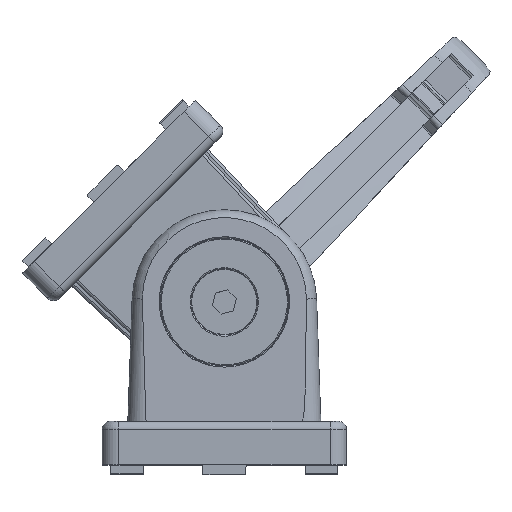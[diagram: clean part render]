
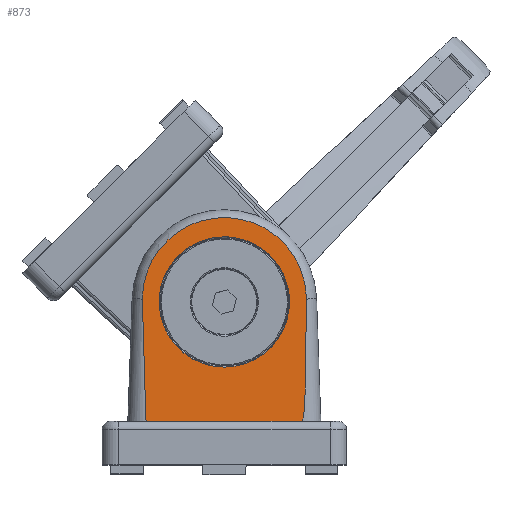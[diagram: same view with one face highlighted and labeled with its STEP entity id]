
A CAD part, top view. The second image highlights one B-rep face of the part: STEP entity #873.
In plain terms, the highlighted face is planar.
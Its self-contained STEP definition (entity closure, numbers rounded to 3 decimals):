
#873 = ADVANCED_FACE( '', ( #1844, #1845 ), #1846, .T. );
#1844 = FACE_BOUND( '', #3022, .T. );
#1845 = FACE_OUTER_BOUND( '', #3023, .T. );
#1846 = PLANE( '', #3024 );
#3022 = EDGE_LOOP( '', ( #4986 ) );
#3023 = EDGE_LOOP( '', ( #4987, #4988, #4989, #4990 ) );
#3024 = AXIS2_PLACEMENT_3D( '', #4991, #4992, #4993 );
#4986 = ORIENTED_EDGE( '', *, *, #7646, .F. );
#4987 = ORIENTED_EDGE( '', *, *, #7647, .F. );
#4988 = ORIENTED_EDGE( '', *, *, #7607, .F. );
#4989 = ORIENTED_EDGE( '', *, *, #7231, .T. );
#4990 = ORIENTED_EDGE( '', *, *, #7648, .F. );
#4991 = CARTESIAN_POINT( '', ( 19.302, 18., 22. ) );
#4992 = DIRECTION( '', ( 1., 0.017, 0. ) );
#4993 = DIRECTION( '', ( -0.017, 1., 0. ) );
#7231 = EDGE_CURVE( '', #8676, #8677, #8678, .T. );
#7607 = EDGE_CURVE( '', #8676, #9286, #9287, .F. );
#7646 = EDGE_CURVE( '', #9340, #9340, #9341, .T. );
#7647 = EDGE_CURVE( '', #9286, #9342, #9343, .T. );
#7648 = EDGE_CURVE( '', #9342, #8677, #9344, .F. );
#8676 = VERTEX_POINT( '', #10841 );
#8677 = VERTEX_POINT( '', #10842 );
#8678 = LINE( '', #10843, #10844 );
#9286 = VERTEX_POINT( '', #11840 );
#9287 = ELLIPSE( '', #11841, 200.668, 3.5 );
#9340 = VERTEX_POINT( '', #11946 );
#9341 = ELLIPSE( '', #11947, 12.002, 12. );
#9342 = VERTEX_POINT( '', #11948 );
#9343 = B_SPLINE_CURVE_WITH_KNOTS( '', 3, ( #11949, #11950, #11951, #11952, #11953, #11954, #11955, #11956, #11957, #11958, #11959, #11960, #11961, #11962, #11963, #11964, #11965, #11966, #11967, #11968, #11969, #11970, #11971, #11972, #11973, #11974, #11975, #11976, #11977, #11978, #11979, #11980, #11981, #11982, #11983, #11984, #11985, #11986, #11987, #11988, #11989, #11990, #11991, #11992, #11993, #11994, #11995 ), .UNSPECIFIED., .F., .F., ( 4, 2, 2, 2, 2, 2, 2, 2, 2, 1, 2, 2, 2, 2, 2, 2, 2, 2, 2, 2, 2, 2, 2, 4 ), ( 0., 0.003, 0.004, 0.006, 0.009, 0.01, 0.012, 0.015, 0.016, 0.018, 0.019, 0.021, 0.024, 0.025, 0.027, 0.029, 0.031, 0.032, 0.035, 0.038, 0.04, 0.041, 0.044, 0.047 ), .UNSPECIFIED. );
#9344 = ELLIPSE( '', #11996, 200.668, 3.5 );
#10841 = CARTESIAN_POINT( '', ( 20., -22., 14.276 ) );
#10842 = CARTESIAN_POINT( '', ( 20., -22., -14.276 ) );
#10843 = CARTESIAN_POINT( '', ( 20., -22., 17.779 ) );
#10844 = VECTOR( '', #13452, 1000. );
#11840 = CARTESIAN_POINT( '', ( 19.607, 0.527, 15.103 ) );
#11841 = AXIS2_PLACEMENT_3D( '', #13901, #13902, #13903 );
#11946 = CARTESIAN_POINT( '', ( 19.825, -12., 0. ) );
#11947 = AXIS2_PLACEMENT_3D( '', #13940, #13941, #13942 );
#11948 = CARTESIAN_POINT( '', ( 19.607, 0.527, -15.103 ) );
#11949 = CARTESIAN_POINT( '', ( 19.607, 0.527, 15.103 ) );
#11950 = CARTESIAN_POINT( '', ( 19.589, 1.521, 15.101 ) );
#11951 = CARTESIAN_POINT( '', ( 19.572, 2.498, 15.002 ) );
#11952 = CARTESIAN_POINT( '', ( 19.547, 3.941, 14.711 ) );
#11953 = CARTESIAN_POINT( '', ( 19.539, 4.417, 14.59 ) );
#11954 = CARTESIAN_POINT( '', ( 19.522, 5.363, 14.301 ) );
#11955 = CARTESIAN_POINT( '', ( 19.514, 5.832, 14.131 ) );
#11956 = CARTESIAN_POINT( '', ( 19.49, 7.196, 13.559 ) );
#11957 = CARTESIAN_POINT( '', ( 19.475, 8.059, 13.094 ) );
#11958 = CARTESIAN_POINT( '', ( 19.454, 9.284, 12.269 ) );
#11959 = CARTESIAN_POINT( '', ( 19.447, 9.682, 11.971 ) );
#11960 = CARTESIAN_POINT( '', ( 19.434, 10.445, 11.339 ) );
#11961 = CARTESIAN_POINT( '', ( 19.427, 10.809, 11.006 ) );
#11962 = CARTESIAN_POINT( '', ( 19.409, 11.846, 9.961 ) );
#11963 = CARTESIAN_POINT( '', ( 19.398, 12.466, 9.201 ) );
#11964 = CARTESIAN_POINT( '', ( 19.384, 13.288, 7.962 ) );
#11965 = CARTESIAN_POINT( '', ( 19.38, 13.542, 7.534 ) );
#11966 = CARTESIAN_POINT( '', ( 19.372, 14.004, 6.665 ) );
#11967 = CARTESIAN_POINT( '', ( 19.364, 14.421, 5.776 ) );
#11968 = CARTESIAN_POINT( '', ( 19.359, 14.75, 4.851 ) );
#11969 = CARTESIAN_POINT( '', ( 19.354, 15.035, 3.908 ) );
#11970 = CARTESIAN_POINT( '', ( 19.351, 15.156, 3.424 ) );
#11971 = CARTESIAN_POINT( '', ( 19.346, 15.443, 1.968 ) );
#11972 = CARTESIAN_POINT( '', ( 19.345, 15.538, 0.992 ) );
#11973 = CARTESIAN_POINT( '', ( 19.345, 15.539, -0.482 ) );
#11974 = CARTESIAN_POINT( '', ( 19.345, 15.516, -0.974 ) );
#11975 = CARTESIAN_POINT( '', ( 19.347, 15.42, -1.962 ) );
#11976 = CARTESIAN_POINT( '', ( 19.348, 15.347, -2.453 ) );
#11977 = CARTESIAN_POINT( '', ( 19.353, 15.062, -3.9 ) );
#11978 = CARTESIAN_POINT( '', ( 19.358, 14.78, -4.839 ) );
#11979 = CARTESIAN_POINT( '', ( 19.368, 14.218, -6.208 ) );
#11980 = CARTESIAN_POINT( '', ( 19.372, 14.006, -6.66 ) );
#11981 = CARTESIAN_POINT( '', ( 19.38, 13.543, -7.533 ) );
#11982 = CARTESIAN_POINT( '', ( 19.384, 13.292, -7.956 ) );
#11983 = CARTESIAN_POINT( '', ( 19.398, 12.479, -9.182 ) );
#11984 = CARTESIAN_POINT( '', ( 19.409, 11.861, -9.945 ) );
#11985 = CARTESIAN_POINT( '', ( 19.433, 10.462, -11.357 ) );
#11986 = CARTESIAN_POINT( '', ( 19.447, 9.704, -11.984 ) );
#11987 = CARTESIAN_POINT( '', ( 19.468, 8.485, -12.807 ) );
#11988 = CARTESIAN_POINT( '', ( 19.475, 8.065, -13.062 ) );
#11989 = CARTESIAN_POINT( '', ( 19.49, 7.196, -13.532 ) );
#11990 = CARTESIAN_POINT( '', ( 19.498, 6.746, -13.748 ) );
#11991 = CARTESIAN_POINT( '', ( 19.522, 5.381, -14.32 ) );
#11992 = CARTESIAN_POINT( '', ( 19.538, 4.444, -14.608 ) );
#11993 = CARTESIAN_POINT( '', ( 19.572, 2.517, -15. ) );
#11994 = CARTESIAN_POINT( '', ( 19.589, 1.522, -15.101 ) );
#11995 = CARTESIAN_POINT( '', ( 19.607, 0.527, -15.103 ) );
#11996 = AXIS2_PLACEMENT_3D( '', #13943, #13944, #13945 );
#13452 = DIRECTION( '', ( 0., 0., -1. ) );
#13901 = CARTESIAN_POINT( '', ( 16.5, 178.515, 7.275 ) );
#13902 = DIRECTION( '', ( 1., 0.017, 0. ) );
#13903 = DIRECTION( '', ( -0.017, 0.999, -0.035 ) );
#13940 = CARTESIAN_POINT( '', ( 19.616, 0., 0. ) );
#13941 = DIRECTION( '', ( 1., 0.017, 0. ) );
#13942 = DIRECTION( '', ( 0.017, -1., 0. ) );
#13943 = CARTESIAN_POINT( '', ( 16.5, 178.515, -7.275 ) );
#13944 = DIRECTION( '', ( 1., 0.017, 0. ) );
#13945 = DIRECTION( '', ( 0.017, -0.999, -0.035 ) );
